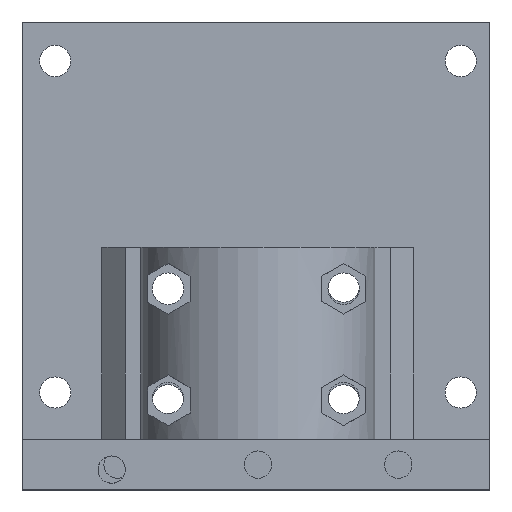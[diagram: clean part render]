
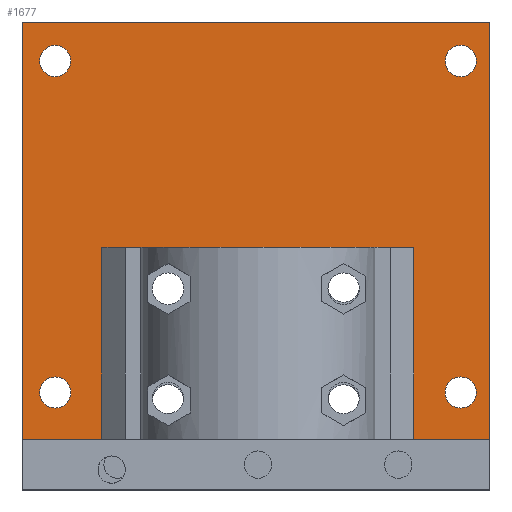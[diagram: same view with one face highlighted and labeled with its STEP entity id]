
A CAD part, front view. The second image highlights one B-rep face of the part: STEP entity #1677.
In plain terms, the highlighted planar face has unit normal (0, -1, 0).
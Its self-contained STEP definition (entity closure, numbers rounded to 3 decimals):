
#74=FACE_BOUND('',#316,.T.);
#75=FACE_BOUND('',#317,.T.);
#76=FACE_BOUND('',#318,.T.);
#77=FACE_BOUND('',#319,.T.);
#134=PLANE('',#1838);
#213=FACE_OUTER_BOUND('',#315,.T.);
#315=EDGE_LOOP('',(#1330,#1331,#1332,#1333,#1334,#1335,#1336,#1337));
#316=EDGE_LOOP('',(#1338));
#317=EDGE_LOOP('',(#1339));
#318=EDGE_LOOP('',(#1340));
#319=EDGE_LOOP('',(#1341));
#472=LINE('',#2894,#637);
#474=LINE('',#2900,#639);
#479=LINE('',#2908,#644);
#480=LINE('',#2911,#645);
#481=LINE('',#2913,#646);
#482=LINE('',#2915,#647);
#483=LINE('',#2917,#648);
#484=LINE('',#2918,#649);
#637=VECTOR('',#2125,10.);
#639=VECTOR('',#2129,10.);
#644=VECTOR('',#2138,10.);
#645=VECTOR('',#2141,10.);
#646=VECTOR('',#2142,10.);
#647=VECTOR('',#2143,10.);
#648=VECTOR('',#2144,10.);
#649=VECTOR('',#2145,10.);
#751=CIRCLE('',#1839,2.);
#752=CIRCLE('',#1840,2.);
#753=CIRCLE('',#1841,2.);
#754=CIRCLE('',#1842,2.);
#839=VERTEX_POINT('',#2890);
#840=VERTEX_POINT('',#2892);
#841=VERTEX_POINT('',#2896);
#843=VERTEX_POINT('',#2899);
#845=VERTEX_POINT('',#2910);
#846=VERTEX_POINT('',#2912);
#847=VERTEX_POINT('',#2914);
#848=VERTEX_POINT('',#2916);
#849=VERTEX_POINT('',#2919);
#850=VERTEX_POINT('',#2921);
#851=VERTEX_POINT('',#2923);
#852=VERTEX_POINT('',#2925);
#1028=EDGE_CURVE('',#839,#840,#472,.T.);
#1030=EDGE_CURVE('',#843,#841,#474,.T.);
#1035=EDGE_CURVE('',#840,#843,#479,.T.);
#1036=EDGE_CURVE('',#841,#845,#480,.T.);
#1037=EDGE_CURVE('',#845,#846,#481,.T.);
#1038=EDGE_CURVE('',#846,#847,#482,.T.);
#1039=EDGE_CURVE('',#847,#848,#483,.T.);
#1040=EDGE_CURVE('',#848,#839,#484,.T.);
#1041=EDGE_CURVE('',#849,#849,#751,.T.);
#1042=EDGE_CURVE('',#850,#850,#752,.T.);
#1043=EDGE_CURVE('',#851,#851,#753,.T.);
#1044=EDGE_CURVE('',#852,#852,#754,.T.);
#1330=ORIENTED_EDGE('',*,*,#1028,.T.);
#1331=ORIENTED_EDGE('',*,*,#1035,.T.);
#1332=ORIENTED_EDGE('',*,*,#1030,.T.);
#1333=ORIENTED_EDGE('',*,*,#1036,.T.);
#1334=ORIENTED_EDGE('',*,*,#1037,.T.);
#1335=ORIENTED_EDGE('',*,*,#1038,.T.);
#1336=ORIENTED_EDGE('',*,*,#1039,.T.);
#1337=ORIENTED_EDGE('',*,*,#1040,.T.);
#1338=ORIENTED_EDGE('',*,*,#1041,.T.);
#1339=ORIENTED_EDGE('',*,*,#1042,.T.);
#1340=ORIENTED_EDGE('',*,*,#1043,.T.);
#1341=ORIENTED_EDGE('',*,*,#1044,.T.);
#1677=ADVANCED_FACE('',(#213,#74,#75,#76,#77),#134,.F.);
#1838=AXIS2_PLACEMENT_3D('',#2909,#2139,#2140);
#1839=AXIS2_PLACEMENT_3D('',#2920,#2146,#2147);
#1840=AXIS2_PLACEMENT_3D('',#2922,#2148,#2149);
#1841=AXIS2_PLACEMENT_3D('',#2924,#2150,#2151);
#1842=AXIS2_PLACEMENT_3D('',#2926,#2152,#2153);
#2125=DIRECTION('',(0.,0.,1.));
#2129=DIRECTION('',(0.,0.,-1.));
#2138=DIRECTION('',(1.,0.,0.));
#2139=DIRECTION('center_axis',(0.,1.,0.));
#2140=DIRECTION('ref_axis',(0.,0.,1.));
#2141=DIRECTION('',(1.,0.,0.));
#2142=DIRECTION('',(0.,0.,1.));
#2143=DIRECTION('',(-1.,0.,0.));
#2144=DIRECTION('',(0.,0.,-1.));
#2145=DIRECTION('',(1.,0.,0.));
#2146=DIRECTION('center_axis',(0.,1.,0.));
#2147=DIRECTION('ref_axis',(1.,0.,0.));
#2148=DIRECTION('center_axis',(0.,1.,0.));
#2149=DIRECTION('ref_axis',(1.,0.,0.));
#2150=DIRECTION('center_axis',(0.,1.,0.));
#2151=DIRECTION('ref_axis',(1.,0.,0.));
#2152=DIRECTION('center_axis',(0.,1.,0.));
#2153=DIRECTION('ref_axis',(1.,0.,0.));
#2890=CARTESIAN_POINT('',(-130.247,-190.164,-240.059));
#2892=CARTESIAN_POINT('',(-130.247,-190.164,-215.459));
#2894=CARTESIAN_POINT('',(-130.247,-190.164,-228.309));
#2896=CARTESIAN_POINT('',(-90.247,-190.164,-240.059));
#2899=CARTESIAN_POINT('',(-90.247,-190.164,-215.459));
#2900=CARTESIAN_POINT('',(-90.247,-190.164,-228.309));
#2908=CARTESIAN_POINT('',(-110.369,-190.164,-215.459));
#2909=CARTESIAN_POINT('Origin',(-110.492,-190.164,-216.559));
#2910=CARTESIAN_POINT('',(-80.492,-190.164,-240.059));
#2911=CARTESIAN_POINT('',(-95.492,-190.164,-240.059));
#2912=CARTESIAN_POINT('',(-80.492,-190.164,-186.559));
#2913=CARTESIAN_POINT('',(-80.492,-190.164,-231.559));
#2914=CARTESIAN_POINT('',(-140.492,-190.164,-186.559));
#2915=CARTESIAN_POINT('',(-95.492,-190.164,-186.559));
#2916=CARTESIAN_POINT('',(-140.492,-190.164,-240.059));
#2917=CARTESIAN_POINT('',(-140.492,-190.164,-201.559));
#2918=CARTESIAN_POINT('',(-95.492,-190.164,-240.059));
#2919=CARTESIAN_POINT('',(-86.247,-190.164,-191.559));
#2920=CARTESIAN_POINT('Origin',(-84.247,-190.164,-191.559));
#2921=CARTESIAN_POINT('',(-86.247,-190.164,-234.059));
#2922=CARTESIAN_POINT('Origin',(-84.247,-190.164,-234.059));
#2923=CARTESIAN_POINT('',(-138.247,-190.164,-191.559));
#2924=CARTESIAN_POINT('Origin',(-136.247,-190.164,-191.559));
#2925=CARTESIAN_POINT('',(-138.247,-190.164,-234.059));
#2926=CARTESIAN_POINT('Origin',(-136.247,-190.164,-234.059));
